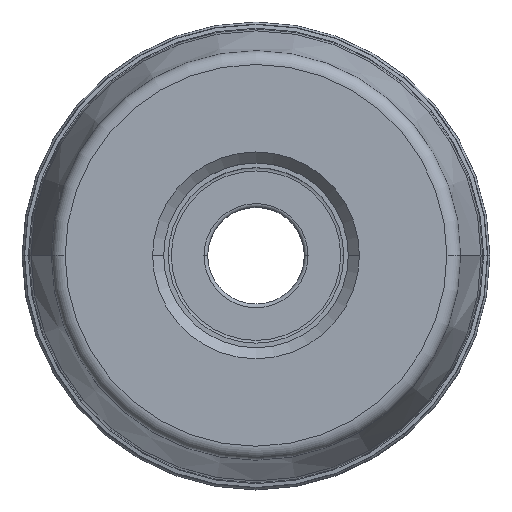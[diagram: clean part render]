
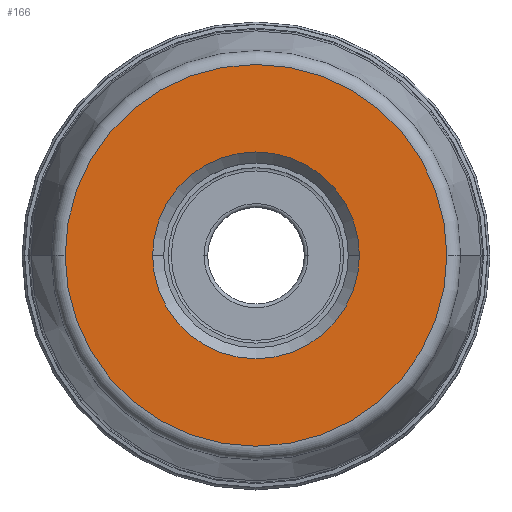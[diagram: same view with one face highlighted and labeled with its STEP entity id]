
A CAD part, top view. The second image highlights one B-rep face of the part: STEP entity #166.
In plain terms, the highlighted planar face has unit normal (0, 0, 1).
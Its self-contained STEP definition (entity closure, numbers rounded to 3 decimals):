
#28=PLANE('',#1708);
#34=FACE_BOUND('',#356,.T.);
#35=FACE_BOUND('',#357,.T.);
#166=ADVANCED_FACE('',(#34,#35),#28,.F.);
#356=EDGE_LOOP('',(#592,#593,#594,#595));
#357=EDGE_LOOP('',(#596,#597,#598,#599));
#592=ORIENTED_EDGE('',*,*,#1076,.F.);
#593=ORIENTED_EDGE('',*,*,#1075,.F.);
#594=ORIENTED_EDGE('',*,*,#1071,.F.);
#595=ORIENTED_EDGE('',*,*,#1070,.F.);
#596=ORIENTED_EDGE('',*,*,#1077,.F.);
#597=ORIENTED_EDGE('',*,*,#1078,.F.);
#598=ORIENTED_EDGE('',*,*,#1079,.F.);
#599=ORIENTED_EDGE('',*,*,#1080,.F.);
#892=VERTEX_POINT('',#3538);
#893=VERTEX_POINT('',#3540);
#894=VERTEX_POINT('',#3542);
#896=VERTEX_POINT('',#3549);
#897=VERTEX_POINT('',#3553);
#898=VERTEX_POINT('',#3554);
#899=VERTEX_POINT('',#3556);
#900=VERTEX_POINT('',#3558);
#1070=EDGE_CURVE('',#892,#893,#1305,.T.);
#1071=EDGE_CURVE('',#893,#894,#1306,.T.);
#1075=EDGE_CURVE('',#894,#896,#1310,.T.);
#1076=EDGE_CURVE('',#896,#892,#1311,.T.);
#1077=EDGE_CURVE('',#897,#898,#1312,.T.);
#1078=EDGE_CURVE('',#899,#897,#1313,.T.);
#1079=EDGE_CURVE('',#900,#899,#1314,.T.);
#1080=EDGE_CURVE('',#898,#900,#1315,.T.);
#1305=CIRCLE('',#1695,20.725);
#1306=CIRCLE('',#1696,20.725);
#1310=CIRCLE('',#1701,20.725);
#1311=CIRCLE('',#1702,20.725);
#1312=CIRCLE('',#1704,11.225);
#1313=CIRCLE('',#1705,11.225);
#1314=CIRCLE('',#1706,11.225);
#1315=CIRCLE('',#1707,11.225);
#1695=AXIS2_PLACEMENT_3D('',#3539,#2076,#2077);
#1696=AXIS2_PLACEMENT_3D('',#3541,#2078,#2079);
#1701=AXIS2_PLACEMENT_3D('',#3548,#2088,#2089);
#1702=AXIS2_PLACEMENT_3D('',#3550,#2090,#2091);
#1704=AXIS2_PLACEMENT_3D('',#3552,#2094,#2095);
#1705=AXIS2_PLACEMENT_3D('',#3555,#2096,#2097);
#1706=AXIS2_PLACEMENT_3D('',#3557,#2098,#2099);
#1707=AXIS2_PLACEMENT_3D('',#3559,#2100,#2101);
#1708=AXIS2_PLACEMENT_3D('',#3560,#2102,#2103);
#2076=DIRECTION('',(0.,0.,-1.));
#2077=DIRECTION('',(1.,0.,0.));
#2078=DIRECTION('',(0.,0.,-1.));
#2079=DIRECTION('',(1.,-0.001,0.));
#2088=DIRECTION('',(0.,0.,-1.));
#2089=DIRECTION('',(-1.,0.,0.));
#2090=DIRECTION('',(0.,0.,-1.));
#2091=DIRECTION('',(-1.,0.001,0.));
#2094=DIRECTION('',(0.,0.,1.));
#2095=DIRECTION('',(0.,-1.,0.));
#2096=DIRECTION('',(0.,0.,1.));
#2097=DIRECTION('',(-1.,0.,0.));
#2098=DIRECTION('',(0.,0.,1.));
#2099=DIRECTION('',(0.,1.,0.));
#2100=DIRECTION('',(0.,0.,1.));
#2101=DIRECTION('',(1.,0.,0.));
#2102=DIRECTION('',(0.,0.,-1.));
#2103=DIRECTION('',(-1.,0.,0.));
#3538=CARTESIAN_POINT('',(20.725,0.,0.));
#3539=CARTESIAN_POINT('',(0.,0.,0.));
#3540=CARTESIAN_POINT('',(20.725,-0.02,0.));
#3541=CARTESIAN_POINT('',(0.,0.,0.));
#3542=CARTESIAN_POINT('',(-20.725,0.,0.));
#3548=CARTESIAN_POINT('',(0.,0.,0.));
#3549=CARTESIAN_POINT('',(-20.725,0.02,0.));
#3550=CARTESIAN_POINT('',(0.,0.,0.));
#3552=CARTESIAN_POINT('',(0.,0.,0.));
#3553=CARTESIAN_POINT('',(0.,-11.225,0.));
#3554=CARTESIAN_POINT('',(11.225,0.,0.));
#3555=CARTESIAN_POINT('',(0.,0.,0.));
#3556=CARTESIAN_POINT('',(-11.225,0.,0.));
#3557=CARTESIAN_POINT('',(0.,0.,0.));
#3558=CARTESIAN_POINT('',(0.,11.225,0.));
#3559=CARTESIAN_POINT('',(0.,0.,0.));
#3560=CARTESIAN_POINT('',(0.,0.,0.));
